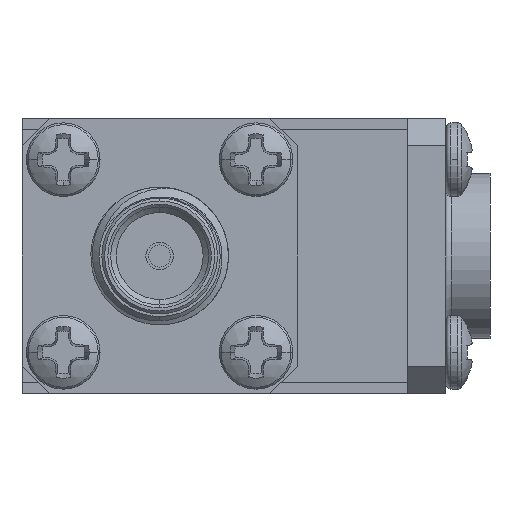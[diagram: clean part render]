
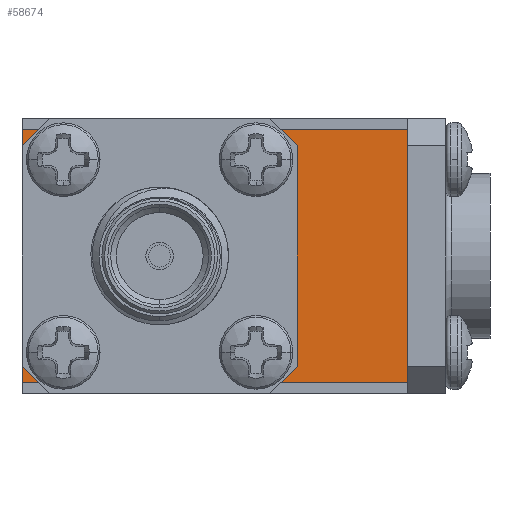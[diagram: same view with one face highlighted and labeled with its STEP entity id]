
A CAD part, left-side view. The second image highlights one B-rep face of the part: STEP entity #58674.
In plain terms, the highlighted planar face has unit normal (-1, 0, 0).
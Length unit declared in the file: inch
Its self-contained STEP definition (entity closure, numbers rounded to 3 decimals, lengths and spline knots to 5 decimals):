
#164 = FACE_OUTER_BOUND ( 'NONE', #24114, .T. ) ;
#1396 = EDGE_CURVE ( 'NONE', #17424, #57747, #50809, .T. ) ;
#5692 = CARTESIAN_POINT ( 'NONE',  ( -0.25, -0.35, -0.23 ) ) ;
#8334 = CARTESIAN_POINT ( 'NONE',  ( -0.25, -0.35, 0.23 ) ) ;
#8801 = CARTESIAN_POINT ( 'NONE',  ( -0.25, -0.35, 0.25 ) ) ;
#12778 = EDGE_CURVE ( 'NONE', #17424, #60203, #40053, .T. ) ;
#15708 = DIRECTION ( 'NONE',  ( 0., 1., 0. ) ) ;
#17424 = VERTEX_POINT ( 'NONE', #8334 ) ;
#22912 = DIRECTION ( 'NONE',  ( 1., 0., 0. ) ) ;
#24114 = EDGE_LOOP ( 'NONE', ( #46267, #30810, #25184, #34922 ) ) ;
#25184 = ORIENTED_EDGE ( 'NONE', *, *, #1396, .T. ) ;
#25247 = CARTESIAN_POINT ( 'NONE',  ( -0.25, -0.35, -0.23 ) ) ;
#26654 = CARTESIAN_POINT ( 'NONE',  ( -0.25, -0.35, 0.25 ) ) ;
#27418 = CARTESIAN_POINT ( 'NONE',  ( -0.25, -0.35, 0.23 ) ) ;
#30810 = ORIENTED_EDGE ( 'NONE', *, *, #12778, .F. ) ;
#30945 = VECTOR ( 'NONE', #15708, 39.37008 ) ;
#34744 = CARTESIAN_POINT ( 'NONE',  ( -0.25, 0.35, 0.25 ) ) ;
#34922 = ORIENTED_EDGE ( 'NONE', *, *, #58221, .T. ) ;
#35534 = LINE ( 'NONE', #5692, #67080 ) ;
#37286 = DIRECTION ( 'NONE',  ( 0., 0., -1. ) ) ;
#37419 = VECTOR ( 'NONE', #55412, 39.37008 ) ;
#40053 = LINE ( 'NONE', #8801, #40869 ) ;
#40869 = VECTOR ( 'NONE', #40980, 39.37008 ) ;
#40980 = DIRECTION ( 'NONE',  ( 0., 0., -1. ) ) ;
#46267 = ORIENTED_EDGE ( 'NONE', *, *, #59723, .F. ) ;
#50809 = LINE ( 'NONE', #27418, #30945 ) ;
#50982 = AXIS2_PLACEMENT_3D ( 'NONE', #26654, #22912, #37286 ) ;
#51498 = LINE ( 'NONE', #34744, #37419 ) ;
#55412 = DIRECTION ( 'NONE',  ( 0., 0., -1. ) ) ;
#56280 = CARTESIAN_POINT ( 'NONE',  ( -0.25, 0.35, 0.23 ) ) ;
#57747 = VERTEX_POINT ( 'NONE', #56280 ) ;
#58221 = EDGE_CURVE ( 'NONE', #57747, #67308, #51498, .T. ) ;
#58418 = PLANE ( 'NONE',  #50982 ) ;
#58674 = ADVANCED_FACE ( 'NONE', ( #164 ), #58418, .F. ) ;
#58726 = DIRECTION ( 'NONE',  ( 0., 1., 0. ) ) ;
#59723 = EDGE_CURVE ( 'NONE', #60203, #67308, #35534, .T. ) ;
#60203 = VERTEX_POINT ( 'NONE', #25247 ) ;
#66054 = CARTESIAN_POINT ( 'NONE',  ( -0.25, 0.35, -0.23 ) ) ;
#67080 = VECTOR ( 'NONE', #58726, 39.37008 ) ;
#67308 = VERTEX_POINT ( 'NONE', #66054 ) ;
